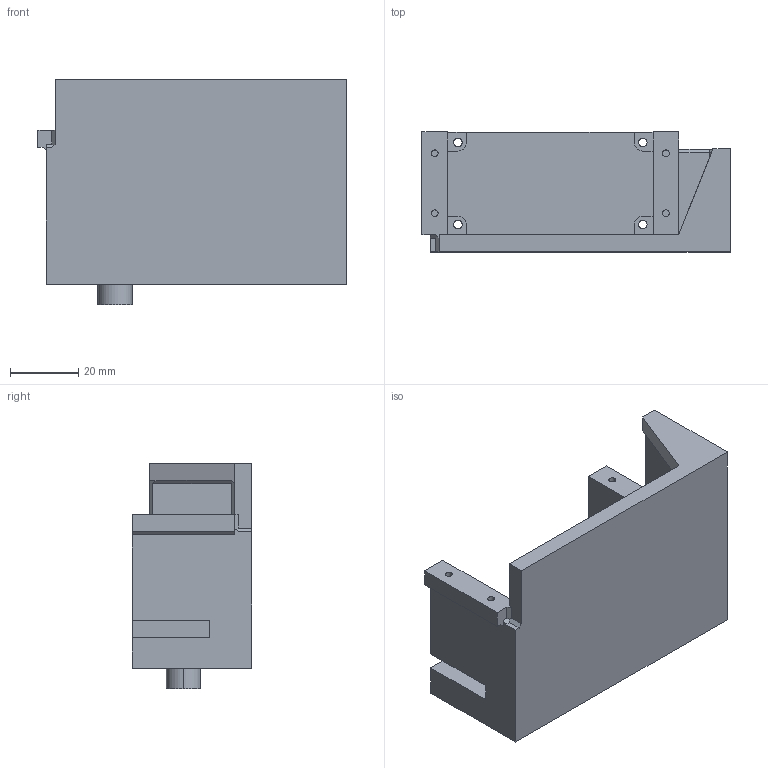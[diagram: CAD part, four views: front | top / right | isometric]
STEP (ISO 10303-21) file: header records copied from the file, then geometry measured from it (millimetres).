
FILE_DESCRIPTION (( 'STEP AP214' ), '1' );
FILE_NAME ('foot_new.STEP', '2017-10-18T03:05:22', ( '' ), ( '' ), 'SwSTEP 2.0', 'SolidWorks 2013', '' );
FILE_SCHEMA (( 'AUTOMOTIVE_DESIGN' ));
Length unit declared in the file: millimetre
Products named in the file (1): foot_new
Bounding box: 90 x 35 x 66 mm (x, y, z)
Volume: 58712.1 mm3; surface area: 25880.5 mm2
Topology: 1 solids, 1 shells, 120 faces, 328 edges, 215 vertices
Faces by surface type: plane 86, cylinder 34
Entity records: 3836 total; most frequent: CARTESIAN_POINT 676, ORIENTED_EDGE 656, DIRECTION 632, EDGE_CURVE 328, VECTOR 258, LINE 258, VERTEX_POINT 215, AXIS2_PLACEMENT_3D 187
